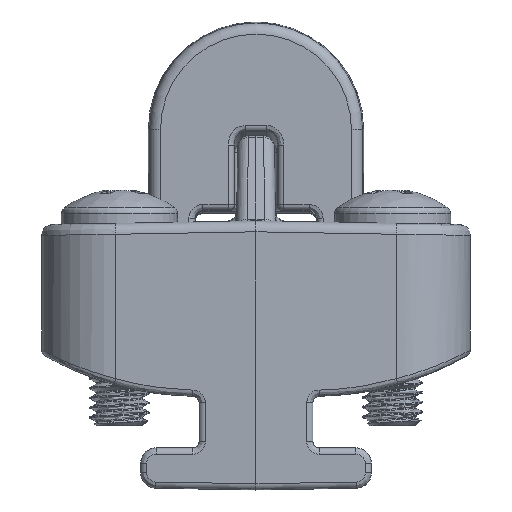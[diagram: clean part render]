
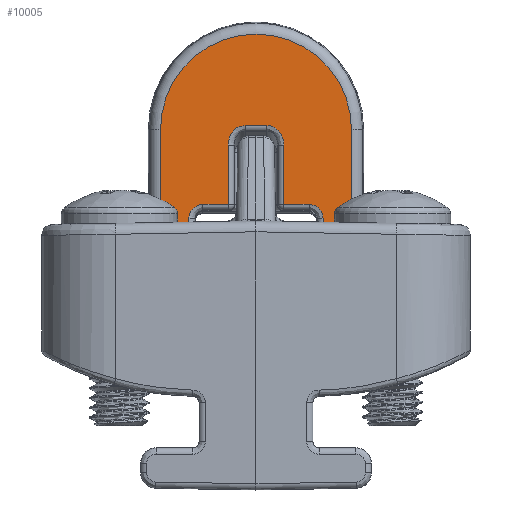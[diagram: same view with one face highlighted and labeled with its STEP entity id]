
A CAD part, front view. The second image highlights one B-rep face of the part: STEP entity #10005.
In plain terms, the highlighted planar face has unit normal (0, -1, 0).
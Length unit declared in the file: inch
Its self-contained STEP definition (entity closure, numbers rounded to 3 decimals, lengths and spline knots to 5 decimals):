
#926=CIRCLE($,#10743,0.30615);
#1712=FACE_OUTER_BOUND($,#2257,.T.);
#2257=EDGE_LOOP($,(#7747,#7748,#7749,#7750,#7751,#7752,#7753,#7754,#7755,
#7756,#7757,#7758,#7759,#7760,#7761,#7762));
#2643=B_SPLINE_CURVE_WITH_KNOTS($,3,(#22524,#22525,#22526,#22527,#22528,
#22529,#22530,#22531,#22532,#22533,#22534),.UNSPECIFIED.,.F.,.F.,(4,1,1,
1,1,1,1,1,4),(0.,0.125,0.25,0.375,0.5,0.625,0.75,0.875,1.),
 .UNSPECIFIED.);
#2644=B_SPLINE_CURVE_WITH_KNOTS($,3,(#22554,#22555,#22556,#22557,#22558,
#22559,#22560,#22561,#22562,#22563,#22564),.UNSPECIFIED.,.F.,.F.,(4,1,1,
1,1,1,1,1,4),(0.,0.125,0.25,0.375,0.5,0.625,0.75,0.875,1.),
 .UNSPECIFIED.);
#2645=B_SPLINE_CURVE_WITH_KNOTS($,3,(#22568,#22569,#22570,#22571,#22572,
#22573,#22574,#22575,#22576,#22577,#22578),.UNSPECIFIED.,.F.,.F.,(4,1,1,
1,1,1,1,1,4),(0.,0.125,0.25,0.375,0.5,0.625,0.75,0.875,1.),
 .UNSPECIFIED.);
#2646=B_SPLINE_CURVE_WITH_KNOTS($,3,(#22583,#22584,#22585,#22586,#22587,
#22588,#22589,#22590,#22591,#22592,#22593),.UNSPECIFIED.,.F.,.F.,(4,1,1,
1,1,1,1,1,4),(0.,0.125,0.25,0.375,0.5,0.625,0.75,0.875,1.),
 .UNSPECIFIED.);
#2999=LINE($,#22310,#3441);
#3004=LINE($,#22537,#3446);
#3005=LINE($,#22541,#3447);
#3006=LINE($,#22543,#3448);
#3007=LINE($,#22545,#3449);
#3008=LINE($,#22548,#3450);
#3009=LINE($,#22550,#3451);
#3010=LINE($,#22552,#3452);
#3011=LINE($,#22566,#3453);
#3012=LINE($,#22580,#3454);
#3013=LINE($,#22582,#3455);
#3441=VECTOR($,#12378,0.09115);
#3446=VECTOR($,#12415,0.114);
#3447=VECTOR($,#12418,0.114);
#3448=VECTOR($,#12419,0.09115);
#3449=VECTOR($,#12420,0.39862);
#3450=VECTOR($,#12423,0.39862);
#3451=VECTOR($,#12424,0.08069);
#3452=VECTOR($,#12425,0.19014);
#3453=VECTOR($,#12426,0.07048);
#3454=VECTOR($,#12427,0.19014);
#3455=VECTOR($,#12428,0.08069);
#4016=VERTEX_POINT($,#22306);
#4018=VERTEX_POINT($,#22309);
#4029=VERTEX_POINT($,#22521);
#4030=VERTEX_POINT($,#22523);
#4031=VERTEX_POINT($,#22539);
#4032=VERTEX_POINT($,#22540);
#4033=VERTEX_POINT($,#22542);
#4034=VERTEX_POINT($,#22544);
#4035=VERTEX_POINT($,#22546);
#4036=VERTEX_POINT($,#22549);
#4037=VERTEX_POINT($,#22551);
#4038=VERTEX_POINT($,#22553);
#4039=VERTEX_POINT($,#22565);
#4040=VERTEX_POINT($,#22567);
#4041=VERTEX_POINT($,#22579);
#4042=VERTEX_POINT($,#22581);
#5425=EDGE_CURVE($,#4018,#4016,#2999,.T.);
#5445=EDGE_CURVE($,#4029,#4030,#2643,.T.);
#5447=EDGE_CURVE($,#4030,#4016,#3004,.T.);
#5448=EDGE_CURVE($,#4031,#4032,#3005,.T.);
#5449=EDGE_CURVE($,#4031,#4033,#3006,.T.);
#5450=EDGE_CURVE($,#4034,#4033,#3007,.T.);
#5451=EDGE_CURVE($,#4035,#4034,#926,.T.);
#5452=EDGE_CURVE($,#4018,#4035,#3008,.T.);
#5453=EDGE_CURVE($,#4036,#4029,#3009,.T.);
#5454=EDGE_CURVE($,#4036,#4037,#3010,.T.);
#5455=EDGE_CURVE($,#4037,#4038,#2644,.T.);
#5456=EDGE_CURVE($,#4038,#4039,#3011,.T.);
#5457=EDGE_CURVE($,#4039,#4040,#2645,.T.);
#5458=EDGE_CURVE($,#4040,#4041,#3012,.T.);
#5459=EDGE_CURVE($,#4042,#4041,#3013,.T.);
#5460=EDGE_CURVE($,#4032,#4042,#2646,.T.);
#7747=ORIENTED_EDGE($,*,*,#5448,.F.);
#7748=ORIENTED_EDGE($,*,*,#5449,.T.);
#7749=ORIENTED_EDGE($,*,*,#5450,.F.);
#7750=ORIENTED_EDGE($,*,*,#5451,.F.);
#7751=ORIENTED_EDGE($,*,*,#5452,.F.);
#7752=ORIENTED_EDGE($,*,*,#5425,.T.);
#7753=ORIENTED_EDGE($,*,*,#5447,.F.);
#7754=ORIENTED_EDGE($,*,*,#5445,.F.);
#7755=ORIENTED_EDGE($,*,*,#5453,.F.);
#7756=ORIENTED_EDGE($,*,*,#5454,.T.);
#7757=ORIENTED_EDGE($,*,*,#5455,.T.);
#7758=ORIENTED_EDGE($,*,*,#5456,.T.);
#7759=ORIENTED_EDGE($,*,*,#5457,.T.);
#7760=ORIENTED_EDGE($,*,*,#5458,.T.);
#7761=ORIENTED_EDGE($,*,*,#5459,.F.);
#7762=ORIENTED_EDGE($,*,*,#5460,.F.);
#9627=PLANE($,#10742);
#10005=ADVANCED_FACE($,(#1712),#9627,.T.);
#10742=AXIS2_PLACEMENT_3D($,#22538,#12416,#12417);
#10743=AXIS2_PLACEMENT_3D($,#22547,#12421,#12422);
#12378=DIRECTION($,(1.,0.,0.));
#12415=DIRECTION($,(0.,0.,-1.));
#12416=DIRECTION('center_axis',(0.,-1.,0.));
#12417=DIRECTION('ref_axis',(0.,0.,-1.));
#12418=DIRECTION($,(0.,0.,1.));
#12419=DIRECTION($,(1.,0.,0.));
#12420=DIRECTION($,(0.,0.,-1.));
#12421=DIRECTION('center_axis',(0.,1.,0.));
#12422=DIRECTION('ref_axis',(-1.,0.,0.));
#12423=DIRECTION($,(0.,0.,1.));
#12424=DIRECTION($,(-1.,0.,0.));
#12425=DIRECTION($,(0.,0.,1.));
#12426=DIRECTION($,(1.,0.,0.));
#12427=DIRECTION($,(0.,0.,-1.));
#12428=DIRECTION($,(-1.,0.,0.));
#22306=CARTESIAN_POINT('',(-0.215,-0.58612,0.45638));
#22309=CARTESIAN_POINT('',(-0.30615,-0.58612,0.45638));
#22310=CARTESIAN_POINT($,(-0.30615,-0.58612,0.45638));
#22521=CARTESIAN_POINT('',(-0.17,-0.58612,0.61539));
#22523=CARTESIAN_POINT('',(-0.215,-0.58612,0.57038));
#22524=CARTESIAN_POINT('Ctrl Pts',(-0.17,-0.58612,
0.61539));
#22525=CARTESIAN_POINT('Ctrl Pts',(-0.17294,-0.58612,
0.61539));
#22526=CARTESIAN_POINT('Ctrl Pts',(-0.17873,-0.58612,
0.61483));
#22527=CARTESIAN_POINT('Ctrl Pts',(-0.18732,-0.58612,
0.61224));
#22528=CARTESIAN_POINT('Ctrl Pts',(-0.19513,-0.58612,
0.60806));
#22529=CARTESIAN_POINT('Ctrl Pts',(-0.20202,-0.58612,
0.60242));
#22530=CARTESIAN_POINT('Ctrl Pts',(-0.20766,-0.58612,
0.59553));
#22531=CARTESIAN_POINT('Ctrl Pts',(-0.21184,-0.58612,
0.58772));
#22532=CARTESIAN_POINT('Ctrl Pts',(-0.21443,-0.58612,
0.57913));
#22533=CARTESIAN_POINT('Ctrl Pts',(-0.21499,-0.58612,
0.57333));
#22534=CARTESIAN_POINT('Ctrl Pts',(-0.215,-0.58612,
0.57038));
#22537=CARTESIAN_POINT($,(-0.215,-0.58612,0.57038));
#22538=CARTESIAN_POINT('Origin',(0.195,-0.58612,1.47638));
#22539=CARTESIAN_POINT('',(0.215,-0.58612,0.45638));
#22540=CARTESIAN_POINT('',(0.215,-0.58612,0.57038));
#22541=CARTESIAN_POINT($,(0.215,-0.58612,0.45638));
#22542=CARTESIAN_POINT('',(0.30616,-0.58612,0.45638));
#22543=CARTESIAN_POINT($,(0.215,-0.58612,0.45638));
#22544=CARTESIAN_POINT('',(0.30616,-0.58612,0.855));
#22545=CARTESIAN_POINT($,(0.30616,-0.58612,0.855));
#22546=CARTESIAN_POINT('',(-0.30615,-0.58612,0.855));
#22547=CARTESIAN_POINT('Origin',(0.,-0.58612,
0.855));
#22548=CARTESIAN_POINT($,(-0.30615,-0.58612,0.45638));
#22549=CARTESIAN_POINT('',(-0.08931,-0.58612,0.61539));
#22550=CARTESIAN_POINT($,(-0.08931,-0.58612,0.61539));
#22551=CARTESIAN_POINT('',(-0.08931,-0.58612,0.80553));
#22552=CARTESIAN_POINT($,(-0.08931,-0.58612,0.61539));
#22553=CARTESIAN_POINT('',(-0.03524,-0.58612,0.86793));
#22554=CARTESIAN_POINT('Ctrl Pts',(-0.08931,-0.58612,
0.80553));
#22555=CARTESIAN_POINT('Ctrl Pts',(-0.08931,-0.58612,
0.8101));
#22556=CARTESIAN_POINT('Ctrl Pts',(-0.08848,-0.58612,
0.81895));
#22557=CARTESIAN_POINT('Ctrl Pts',(-0.08484,-0.58612,
0.83165));
#22558=CARTESIAN_POINT('Ctrl Pts',(-0.07918,-0.58612,
0.84277));
#22559=CARTESIAN_POINT('Ctrl Pts',(-0.07195,-0.58612,
0.85201));
#22560=CARTESIAN_POINT('Ctrl Pts',(-0.06361,-0.58612,
0.85917));
#22561=CARTESIAN_POINT('Ctrl Pts',(-0.05454,-0.58612,
0.86425));
#22562=CARTESIAN_POINT('Ctrl Pts',(-0.04493,-0.58612,
0.86728));
#22563=CARTESIAN_POINT('Ctrl Pts',(-0.03849,-0.58612,
0.86793));
#22564=CARTESIAN_POINT('Ctrl Pts',(-0.03524,-0.58612,
0.86793));
#22565=CARTESIAN_POINT('',(0.03525,-0.58612,0.86793));
#22566=CARTESIAN_POINT($,(-0.03524,-0.58612,0.86793));
#22567=CARTESIAN_POINT('',(0.08932,-0.58612,0.80553));
#22568=CARTESIAN_POINT('Ctrl Pts',(0.03525,-0.58612,
0.86793));
#22569=CARTESIAN_POINT('Ctrl Pts',(0.0385,-0.58612,
0.86793));
#22570=CARTESIAN_POINT('Ctrl Pts',(0.04494,-0.58612,
0.86728));
#22571=CARTESIAN_POINT('Ctrl Pts',(0.05455,-0.58612,
0.86425));
#22572=CARTESIAN_POINT('Ctrl Pts',(0.06361,-0.58612,
0.85918));
#22573=CARTESIAN_POINT('Ctrl Pts',(0.07196,-0.58612,
0.85201));
#22574=CARTESIAN_POINT('Ctrl Pts',(0.07919,-0.58612,
0.84277));
#22575=CARTESIAN_POINT('Ctrl Pts',(0.08485,-0.58612,
0.83165));
#22576=CARTESIAN_POINT('Ctrl Pts',(0.08849,-0.58612,
0.81895));
#22577=CARTESIAN_POINT('Ctrl Pts',(0.08932,-0.58612,
0.8101));
#22578=CARTESIAN_POINT('Ctrl Pts',(0.08932,-0.58612,
0.80553));
#22579=CARTESIAN_POINT('',(0.08932,-0.58612,0.61539));
#22580=CARTESIAN_POINT($,(0.08932,-0.58612,0.80553));
#22581=CARTESIAN_POINT('',(0.17,-0.58612,0.61539));
#22582=CARTESIAN_POINT($,(0.17,-0.58612,0.61539));
#22583=CARTESIAN_POINT('Ctrl Pts',(0.215,-0.58612,
0.57038));
#22584=CARTESIAN_POINT('Ctrl Pts',(0.215,-0.58612,
0.57333));
#22585=CARTESIAN_POINT('Ctrl Pts',(0.21444,-0.58612,
0.57913));
#22586=CARTESIAN_POINT('Ctrl Pts',(0.21185,-0.58612,
0.58772));
#22587=CARTESIAN_POINT('Ctrl Pts',(0.20767,-0.58612,
0.59553));
#22588=CARTESIAN_POINT('Ctrl Pts',(0.20203,-0.58612,
0.60242));
#22589=CARTESIAN_POINT('Ctrl Pts',(0.19514,-0.58612,
0.60806));
#22590=CARTESIAN_POINT('Ctrl Pts',(0.18733,-0.58612,
0.61224));
#22591=CARTESIAN_POINT('Ctrl Pts',(0.17874,-0.58612,
0.61483));
#22592=CARTESIAN_POINT('Ctrl Pts',(0.17295,-0.58612,
0.61539));
#22593=CARTESIAN_POINT('Ctrl Pts',(0.17,-0.58612,
0.61539));
